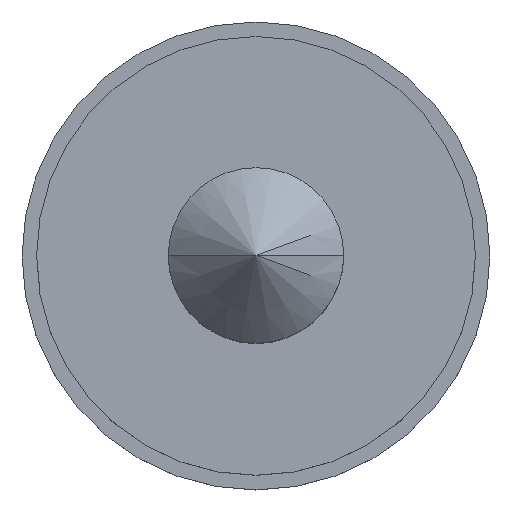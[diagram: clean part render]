
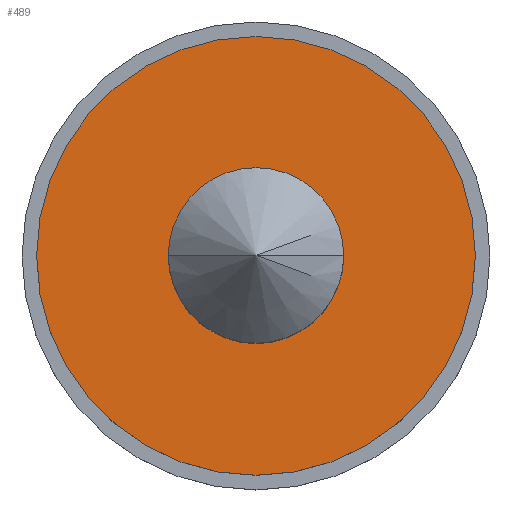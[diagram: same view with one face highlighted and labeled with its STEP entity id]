
A CAD part, top view. The second image highlights one B-rep face of the part: STEP entity #489.
In plain terms, the highlighted planar face has unit normal (0, 0, 1).
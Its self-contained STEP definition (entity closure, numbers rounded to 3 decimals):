
#3 = CARTESIAN_POINT ( 'NONE',  ( 7.5, 0., 8. ) ) ;
#16 = CARTESIAN_POINT ( 'NONE',  ( -7.5, 0., 8. ) ) ;
#29 = EDGE_CURVE ( 'NONE', #402, #290, #523, .T. ) ;
#40 = DIRECTION ( 'NONE',  ( 1., 0., 0. ) ) ;
#47 = EDGE_CURVE ( 'NONE', #129, #104, #269, .T. ) ;
#49 = EDGE_LOOP ( 'NONE', ( #249, #266 ) ) ;
#80 = CIRCLE ( 'NONE', #425, 7.5 ) ;
#102 = AXIS2_PLACEMENT_3D ( 'NONE', #379, #434, #575 ) ;
#104 = VERTEX_POINT ( 'NONE', #623 ) ;
#128 = CARTESIAN_POINT ( 'NONE',  ( 0., 0., 8. ) ) ;
#129 = VERTEX_POINT ( 'NONE', #277 ) ;
#139 = DIRECTION ( 'NONE',  ( -1., 0., 0. ) ) ;
#203 = FACE_BOUND ( 'NONE', #49, .T. ) ;
#237 = CARTESIAN_POINT ( 'NONE',  ( 0., 0., 8. ) ) ;
#249 = ORIENTED_EDGE ( 'NONE', *, *, #47, .T. ) ;
#261 = AXIS2_PLACEMENT_3D ( 'NONE', #578, #543, #40 ) ;
#266 = ORIENTED_EDGE ( 'NONE', *, *, #405, .T. ) ;
#269 = CIRCLE ( 'NONE', #630, 3. ) ;
#277 = CARTESIAN_POINT ( 'NONE',  ( -3., 0., 8. ) ) ;
#290 = VERTEX_POINT ( 'NONE', #3 ) ;
#291 = PLANE ( 'NONE',  #261 ) ;
#295 = DIRECTION ( 'NONE',  ( 0., 0., 1. ) ) ;
#315 = CIRCLE ( 'NONE', #552, 3. ) ;
#344 = CARTESIAN_POINT ( 'NONE',  ( 0., 0., 8. ) ) ;
#379 = CARTESIAN_POINT ( 'NONE',  ( 0., 0., 8. ) ) ;
#402 = VERTEX_POINT ( 'NONE', #16 ) ;
#405 = EDGE_CURVE ( 'NONE', #104, #129, #315, .T. ) ;
#425 = AXIS2_PLACEMENT_3D ( 'NONE', #344, #295, #593 ) ;
#434 = DIRECTION ( 'NONE',  ( 0., 0., 1. ) ) ;
#486 = FACE_OUTER_BOUND ( 'NONE', #644, .T. ) ;
#489 = ADVANCED_FACE ( 'NONE', ( #486, #203 ), #291, .T. ) ;
#519 = DIRECTION ( 'NONE',  ( -1., 0., 0. ) ) ;
#523 = CIRCLE ( 'NONE', #102, 7.5 ) ;
#529 = DIRECTION ( 'NONE',  ( 0., 0., -1. ) ) ;
#534 = EDGE_CURVE ( 'NONE', #290, #402, #80, .T. ) ;
#543 = DIRECTION ( 'NONE',  ( 0., 0., 1. ) ) ;
#552 = AXIS2_PLACEMENT_3D ( 'NONE', #128, #572, #519 ) ;
#553 = ORIENTED_EDGE ( 'NONE', *, *, #29, .T. ) ;
#570 = ORIENTED_EDGE ( 'NONE', *, *, #534, .T. ) ;
#572 = DIRECTION ( 'NONE',  ( 0., 0., -1. ) ) ;
#575 = DIRECTION ( 'NONE',  ( -1., 0., 0. ) ) ;
#578 = CARTESIAN_POINT ( 'NONE',  ( 0., 0., 8. ) ) ;
#593 = DIRECTION ( 'NONE',  ( -1., 0., 0. ) ) ;
#623 = CARTESIAN_POINT ( 'NONE',  ( 3., 0., 8. ) ) ;
#630 = AXIS2_PLACEMENT_3D ( 'NONE', #237, #529, #139 ) ;
#644 = EDGE_LOOP ( 'NONE', ( #553, #570 ) ) ;
